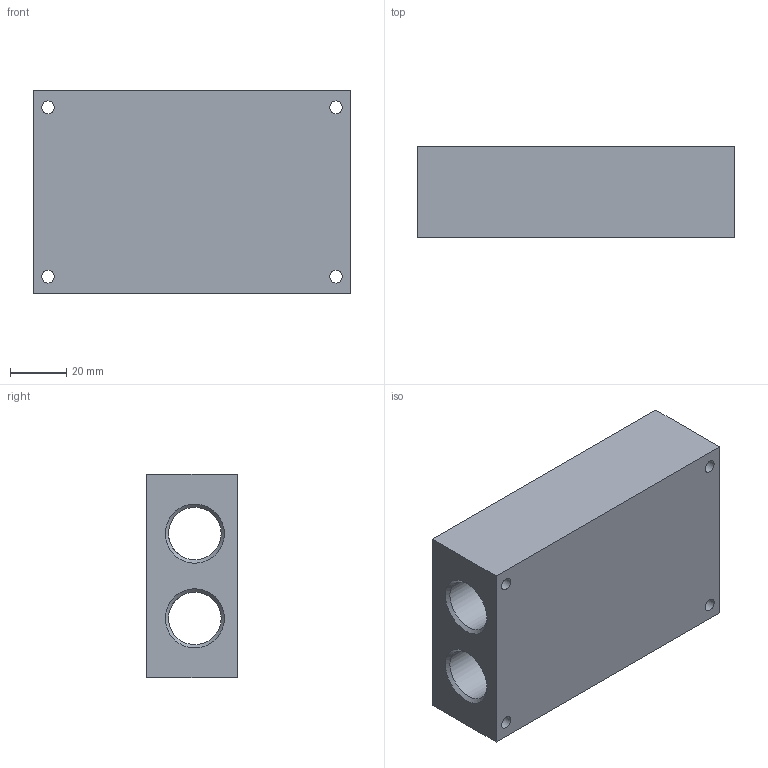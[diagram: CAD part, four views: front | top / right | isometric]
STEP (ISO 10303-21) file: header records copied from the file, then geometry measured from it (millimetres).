
FILE_DESCRIPTION( ( 'STEP AP203' ), '1' );
FILE_NAME( 'MVSC-460-3B3.stp', '2020-07-02T14:34:47', ( 'License CC BY-ND 4.0' ), ( 'CADENAS' ), ' ', 'PARTsolutions', ' ' );
FILE_SCHEMA( ( 'CONFIG_CONTROL_DESIGN' ) );
Length unit declared in the file: millimetre
Products named in the file (1): _MVSC-460-3B3
Bounding box: 112 x 32 x 72 mm (x, y, z)
Volume: 188993 mm3; surface area: 42318.8 mm2
Topology: 1 solids, 1 shells, 34 faces, 78 edges, 52 vertices
Faces by surface type: cylinder 18, plane 12, cone 4
Full cylindrical faces by diameter (mm): 3 x6, 4.5 x4, 12 x6, 18.631 x2
Entity records: 1408 total; most frequent: CARTESIAN_POINT 633, DIRECTION 150, ORIENTED_EDGE 104, EDGE_LOOP 86, AXIS2_PLACEMENT_3D 69, FACE_OUTER_BOUND 52, EDGE_CURVE 52, VERTEX_POINT 48
